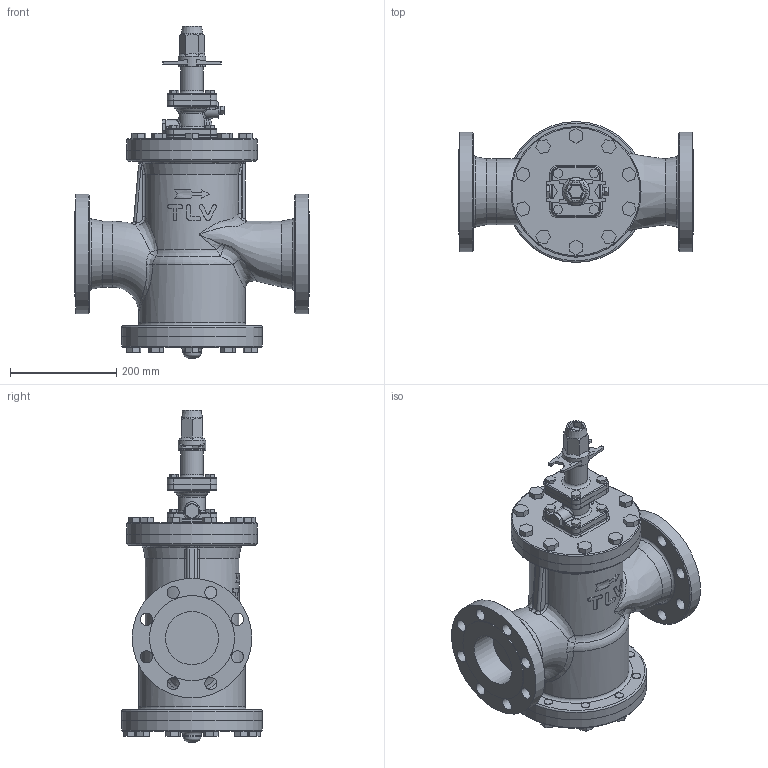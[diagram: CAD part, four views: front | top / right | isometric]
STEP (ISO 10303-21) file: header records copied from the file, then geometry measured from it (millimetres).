
FILE_DESCRIPTION(/* description */ (''),/* implementation_level */ '2;1');
FILE_NAME(/* name */ 'csr16-100-jis20-00.stp',/* time_stamp */ '2017-07-10T14:13:46+09:00',/* author */ ('nakaot'),/* organization */ (''),/* preprocessor_version */ 'ST-DEVELOPER v15.6',/* originating_system */ 'Autodesk Inventor 2015',/* authorisation */ '');
FILE_SCHEMA (('CONFIG_CONTROL_DESIGN'));
Length unit declared in the file: millimetre
Products named in the file (1): csr16-100-jis20-00
Bounding box: 442 x 265 x 624.9 mm (x, y, z)
Volume: 17492169.5 mm3; surface area: 976711.1 mm2
Topology: 1 solids, 7 shells, 779 faces, 1886 edges, 1212 vertices
Faces by surface type: plane 391, cylinder 214, bspline 94, torus 49, cone 20, sphere 11
Full cylindrical faces by diameter (mm): 8.376 x4, 10 x12, 12 x8, 14.376 x2, 16 x40, 16.2 x1, 18 x20, 23 x16, 34 x1, 42 x1, 50 x2, 52 x1, 80 x1, 100 x2, 124 x1, 160 x3, 200 x1, 225 x2, 245 x2, 265 x2
Entity records: 27272 total; most frequent: CARTESIAN_POINT 10126, DIRECTION 3407, ORIENTED_EDGE 3338, EDGE_CURVE 1669, AXIS2_PLACEMENT_3D 1282, VERTEX_POINT 1145, EDGE_LOOP 1108, LINE 843
